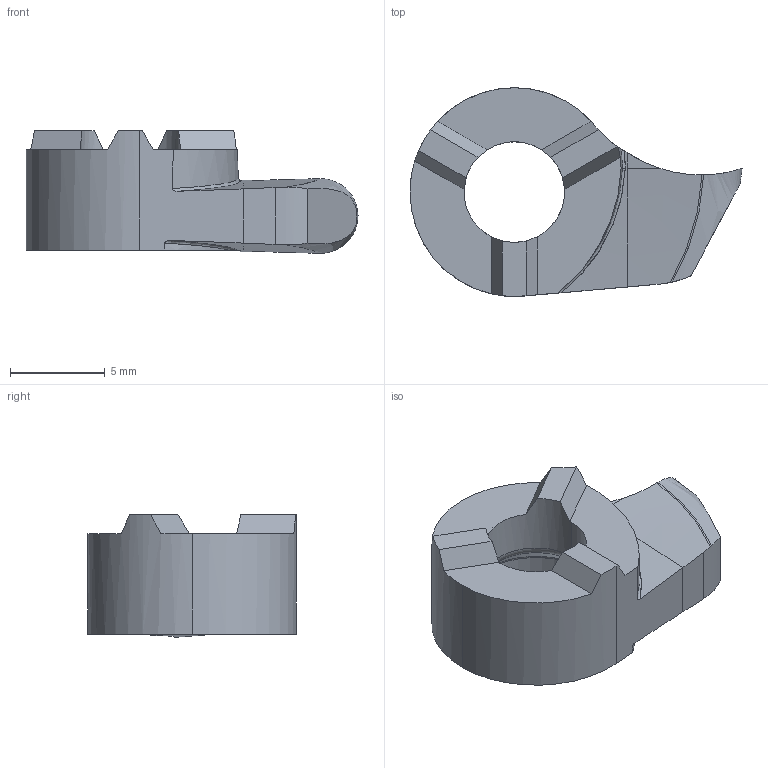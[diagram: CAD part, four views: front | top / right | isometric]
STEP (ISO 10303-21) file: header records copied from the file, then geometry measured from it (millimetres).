
FILE_DESCRIPTION(/* description */ (''),/* implementation_level */ '2;1');
FILE_NAME(/* name */ '1589365463040.stp',/* time_stamp */ '2020-05-13T15:54:41+05:00',/* author */ (''),/* organization */ ('SMS'),/* preprocessor_version */ 'ST-DEVELOPER v16.7',/* originating_system */ 'SIEMENS PLM Software NX 12.0',/* authorisation */ '');
FILE_SCHEMA (('AUTOMOTIVE_DESIGN { 1 0 10303 214 3 1 1 1 }'));
Length unit declared in the file: millimetre
Products named in the file (1): 202733118mod000_00
Bounding box: 17.5 x 11 x 6.47 mm (x, y, z)
Volume: 479.9 mm3; surface area: 598.3 mm2
Topology: 2 solids, 2 shells, 54 faces, 142 edges, 94 vertices
Faces by surface type: plane 20, bspline 19, cylinder 9, torus 4, cone 2
Entity records: 2216 total; most frequent: CARTESIAN_POINT 983, ORIENTED_EDGE 282, DIRECTION 202, EDGE_CURVE 141, VERTEX_POINT 90, AXIS2_PLACEMENT_3D 82, EDGE_LOOP 55, ADVANCED_FACE 54
